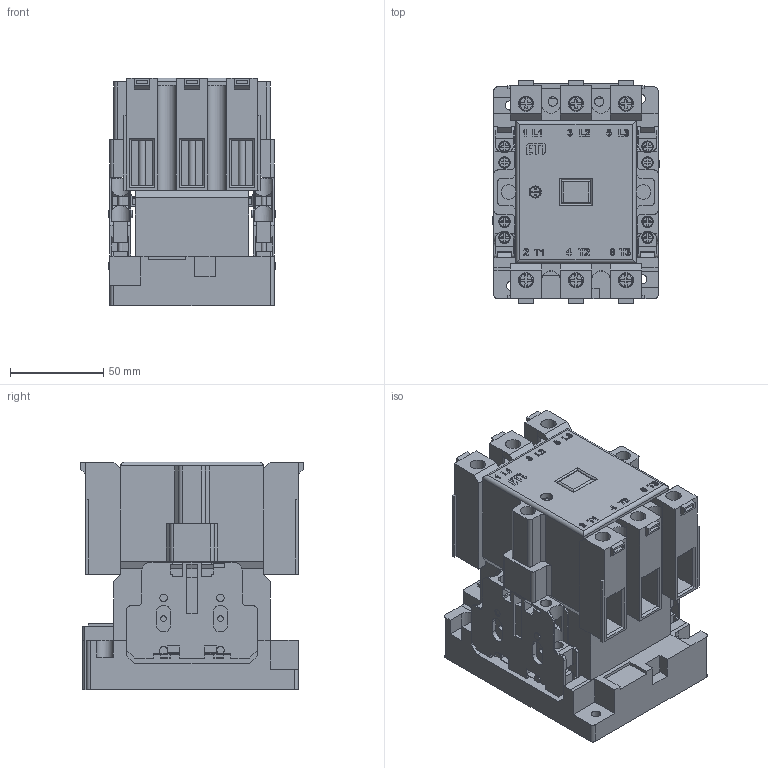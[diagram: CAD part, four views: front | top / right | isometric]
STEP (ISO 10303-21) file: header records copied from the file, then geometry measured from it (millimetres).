
FILE_DESCRIPTION((''),'2;1');
FILE_NAME('ASM010411_ASM','2021-06-08T',('marketing.praksa'),('Audax d.o.o.'),'CREO PARAMETRIC BY PTC INC, 2017480','CREO PARAMETRIC BY PTC INC, 2017480','');
FILE_SCHEMA(('AUTOMOTIVE_DESIGN { 1 0 10303 214 1 1 1 1 }'));
Products named in the file (13): BREP_4_1_2_3_4_5; BREP_5_1_2; BREP_6_1_2; BREP_7_1_2; LETTERS; PRT9573; PRT000512; BLACK-BUTTON; JJJJJJJJJJ; CES-65-SCREW; SCREWCES65; SCREW3; ASM010411_ASM
Assembly tree (24 placements, depth 2):
  ASM010411_ASM
    BREP_4_1_2_3_4_5
    BREP_5_1_2
    BREP_6_1_2
    BREP_7_1_2
    LETTERS
    PRT9573
    PRT000512
    BLACK-BUTTON
    JJJJJJJJJJ
    CES-65-SCREW  x6
    SCREWCES65
    SCREW3  x8
Bounding box: 89.61 x 119.3 x 122 mm (x, y, z)
Volume: 875778.1 mm3; surface area: 148995.4 mm2
Topology: 43 solids, 43 shells, 1958 faces, 5020 edges, 3219 vertices
Faces by surface type: plane 1463, cylinder 319, extrusion 116, torus 30, cone 30
Entity records: 81271 total; most frequent: CARTESIAN_POINT 14053, ORIENTED_EDGE 8696, DIRECTION 7946, PRESENTATION_STYLE_ASSIGNMENT 6165, STYLED_ITEM 6165, CURVE_STYLE 4464, EDGE_CURVE 4348, VECTOR 3600
